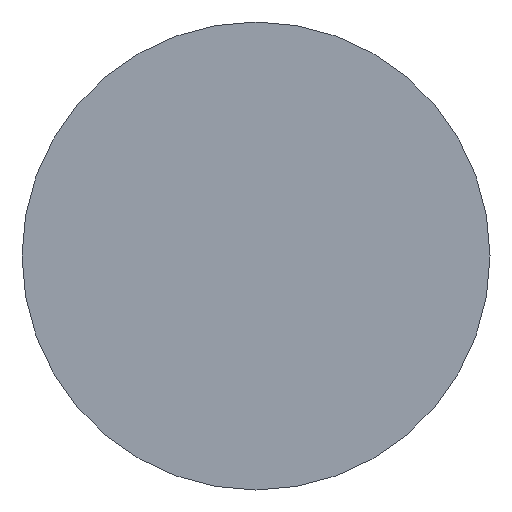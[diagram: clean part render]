
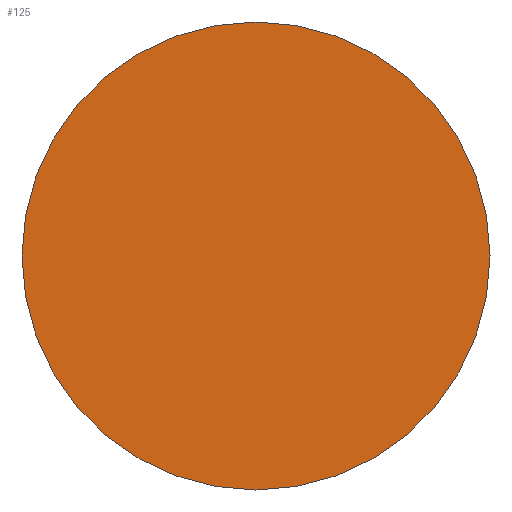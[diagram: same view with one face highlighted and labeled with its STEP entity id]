
A CAD part, front view. The second image highlights one B-rep face of the part: STEP entity #125.
In plain terms, the highlighted planar face has unit normal (0, -1, 0).
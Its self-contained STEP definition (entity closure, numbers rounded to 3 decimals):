
#1 = AXIS2_PLACEMENT_3D ( 'NONE', #9, #154, #151 ) ;
#6 = CARTESIAN_POINT ( 'NONE',  ( 0., 0., 45. ) ) ;
#8 = PLANE ( 'NONE',  #1 ) ;
#9 = CARTESIAN_POINT ( 'NONE',  ( 0., 0., 0. ) ) ;
#18 = CIRCLE ( 'NONE', #131, 45. ) ;
#29 = FACE_OUTER_BOUND ( 'NONE', #158, .T. ) ;
#34 = DIRECTION ( 'NONE',  ( 0., 1., 0. ) ) ;
#36 = ORIENTED_EDGE ( 'NONE', *, *, #108, .F. ) ;
#63 = CARTESIAN_POINT ( 'NONE',  ( 0., 0., -45. ) ) ;
#70 = CARTESIAN_POINT ( 'NONE',  ( 0., 0., 0. ) ) ;
#71 = VERTEX_POINT ( 'NONE', #6 ) ;
#73 = EDGE_CURVE ( 'NONE', #71, #86, #18, .T. ) ;
#86 = VERTEX_POINT ( 'NONE', #63 ) ;
#97 = DIRECTION ( 'NONE',  ( 0., 0., 1. ) ) ;
#108 = EDGE_CURVE ( 'NONE', #86, #71, #182, .T. ) ;
#122 = DIRECTION ( 'NONE',  ( 0., 0., 1. ) ) ;
#125 = ADVANCED_FACE ( 'NONE', ( #29 ), #8, .F. ) ;
#126 = DIRECTION ( 'NONE',  ( 0., 1., 0. ) ) ;
#131 = AXIS2_PLACEMENT_3D ( 'NONE', #70, #34, #97 ) ;
#151 = DIRECTION ( 'NONE',  ( 0., 0., 1. ) ) ;
#154 = DIRECTION ( 'NONE',  ( 0., 1., 0. ) ) ;
#158 = EDGE_LOOP ( 'NONE', ( #162, #36 ) ) ;
#162 = ORIENTED_EDGE ( 'NONE', *, *, #73, .F. ) ;
#182 = CIRCLE ( 'NONE', #187, 45. ) ;
#187 = AXIS2_PLACEMENT_3D ( 'NONE', #201, #126, #122 ) ;
#201 = CARTESIAN_POINT ( 'NONE',  ( 0., 0., 0. ) ) ;
